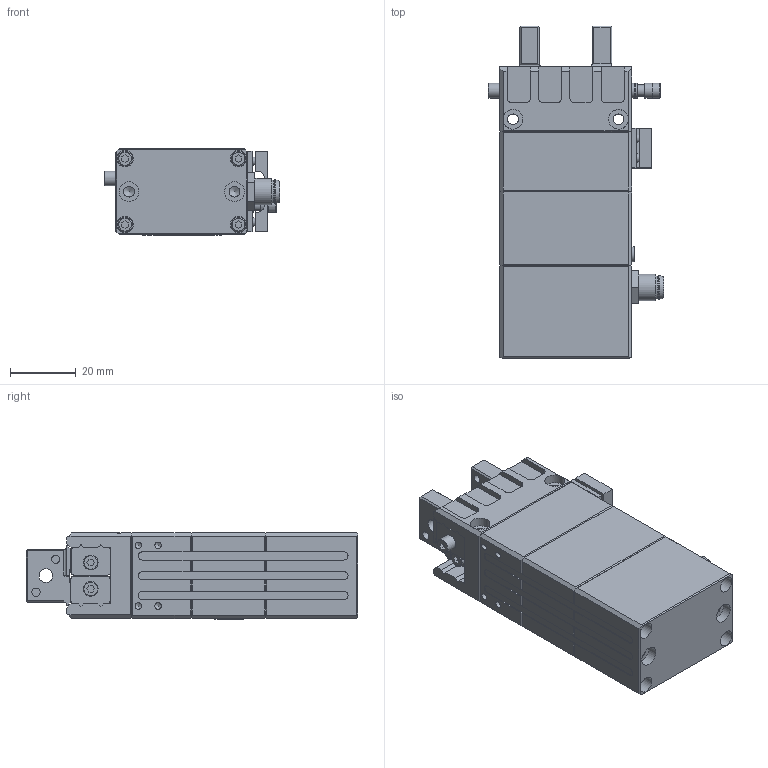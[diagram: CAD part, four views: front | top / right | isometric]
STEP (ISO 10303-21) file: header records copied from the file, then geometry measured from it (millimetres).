
FILE_DESCRIPTION( ( 'STEP AP214' ), '1' );
FILE_NAME( 'SCHUNK-0310940 EGP 40-N-N-B, 00ohne.stp', '2020-05-14T13:29:35', ( 'License CC BY-ND 4.0' ), ( 'CADENAS' ), ' ', 'PARTsolutions', ' ' );
FILE_SCHEMA( ( 'AUTOMOTIVE_DESIGN { 1 0 10303 214 1 1 1 1 }' ) );
Length unit declared in the file: millimetre
Products named in the file (9): SCHUNK-0310940 EGP 40-N-N-B, 00ohne; _SCHUNK-5521120 Gehaeuse EGP 40; _SCHUNK-SNT016581 Stecker EGP; _SCHUNK-9700901 Halter fuer NHS Du 4; _SCHUNK-5521119 Finger EGP 40; _SCHUNK-9962713 Bracket MPG 40; _SCHUNK-9965221-Scheibe D4_5; _SCHUNK-5509536 Huelse MPG 40; _SCHUNK-9905502 Typenschild 9x24x0.3
Assembly tree (15 placements, depth 2):
  SCHUNK-0310940 EGP 40-N-N-B, 00ohne
    _SCHUNK-5521120 Gehaeuse EGP 40
    _SCHUNK-SNT016581 Stecker EGP
    _SCHUNK-9700901 Halter fuer NHS Du 4  x2
    _SCHUNK-5521119 Finger EGP 40  x2
    _SCHUNK-9962713 Bracket MPG 40  x4
    _SCHUNK-9965221-Scheibe D4_5  x3
    _SCHUNK-5509536 Huelse MPG 40
    _SCHUNK-9905502 Typenschild 9x24x0.3
Bounding box: 53.2 x 100.65 x 26.2 mm (x, y, z)
Volume: 88046.2 mm3; surface area: 26449.5 mm2
Topology: 15 solids, 15 shells, 800 faces, 2069 edges, 1348 vertices
Faces by surface type: plane 579, cylinder 178, cone 27, torus 12, sphere 4
Full cylindrical faces by diameter (mm): 1 x4, 1.344 x1, 2.013 x12, 2.3 x2, 2.459 x2, 2.5 x9, 2.8 x8, 3.242 x4, 3.5 x1, 4.134 x2, 4.5 x15, 4.6 x1, 5 x8, 5.8 x1, 6 x4, 6.4 x1, 6.8 x1, 7.2 x1, 8 x1
Entity records: 23265 total; most frequent: CARTESIAN_POINT 3151, DIRECTION 3043, ORIENTED_EDGE 2968, EDGE_CURVE 1484, LINE 1201, VECTOR 1201, VERTEX_POINT 1029, AXIS2_PLACEMENT_3D 921
